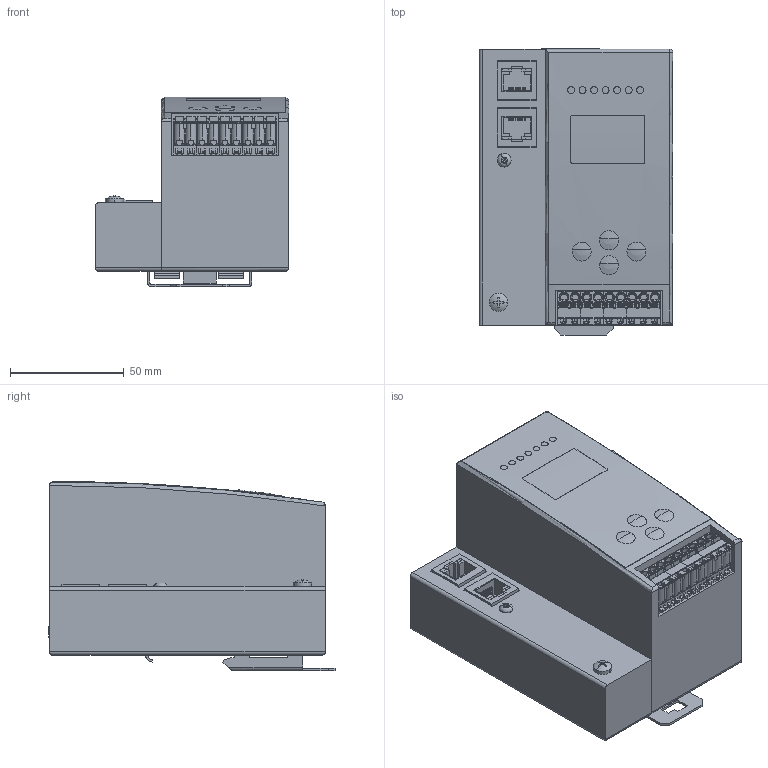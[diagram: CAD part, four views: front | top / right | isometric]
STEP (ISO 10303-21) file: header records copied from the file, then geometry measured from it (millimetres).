
FILE_DESCRIPTION((''),'2;1');
FILE_NAME('DM_CAD-2243_ASM','2016-03-07T',('Creinig-se'),(''),'PRO/ENGINEER BY PARAMETRIC TECHNOLOGY CORPORATION, 2013050','PRO/ENGINEER BY PARAMETRIC TECHNOLOGY CORPORATION, 2013050','');
FILE_SCHEMA(('CONFIG_CONTROL_DESIGN'));
Length unit declared in the file: centimetre
Products named in the file (20): DM_CAD-2243_988; DM_CAD-0961B_989; DM_CAD-0961B_990; DM_CAD-0961B_991; DM_CAD-0961B_992_ASM; DM_CAD-0961B_993; DM_CAD-0961B_994_ASM; DM_CAD-0961B_995_ASM; DM_CAD-0961B_996; DM_CAD-0961B_997; DM_CAD-0961B_998_ASM; DM_CAD-0961B_999; DM_CAD-0961B_1000; DM_CAD-0961B_1001; DM_CAD-0961B_1002; DM_CAD-0961B_1003; DM_CAD-0961B_1; DM_CAD-0961B_1005; DM_CAD-0961B_1006_ASM; DM_CAD-2243_ASM
Assembly tree (29 placements, depth 5):
  DM_CAD-2243_ASM
    DM_CAD-2243_988
    DM_CAD-0961B_989
    DM_CAD-0961B_995_ASM
      DM_CAD-0961B_994_ASM
        DM_CAD-0961B_990
        DM_CAD-0961B_992_ASM
          DM_CAD-0961B_991  x7
        DM_CAD-0961B_993
    DM_CAD-0961B_998_ASM  x2
      DM_CAD-0961B_996
      DM_CAD-0961B_997
    DM_CAD-0961B_999
    DM_CAD-0961B_1000
    DM_CAD-0961B_1001
    DM_CAD-0961B_1002  x3
    DM_CAD-0961B_1003
    DM_CAD-0961B_1006_ASM
      DM_CAD-0961B_1
      DM_CAD-0961B_1005  x2
Bounding box: 85.01 x 125.49 x 82.95 mm (x, y, z)
Volume: 601020.5 mm3; surface area: 90687.1 mm2
Topology: 25 solids, 71 shells, 2541 faces, 6786 edges, 4446 vertices
Faces by surface type: plane 1625, cylinder 558, extrusion 280, cone 42, torus 20, sphere 12, bspline 4
Entity records: 59931 total; most frequent: CARTESIAN_POINT 13704, ORIENTED_EDGE 7704, DIRECTION 7022, EDGE_CURVE 3852, VECTOR 2886, PRESENTATION_STYLE_ASSIGNMENT 2780, STYLED_ITEM 2779, LINE 2746
